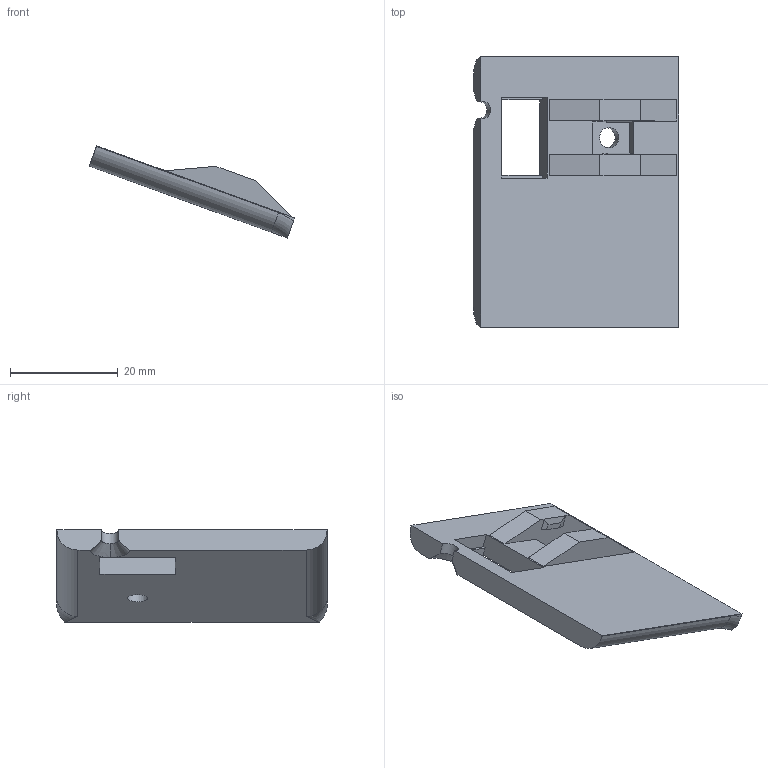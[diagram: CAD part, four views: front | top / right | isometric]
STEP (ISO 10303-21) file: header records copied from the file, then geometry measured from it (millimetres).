
FILE_DESCRIPTION(('FreeCAD Model'),'2;1');
FILE_NAME('Open CASCADE Shape Model','2025-03-08T12:30:10',(''),(''), 'Open CASCADE STEP processor 7.6','FreeCAD','Unknown');
FILE_SCHEMA(('AUTOMOTIVE_DESIGN { 1 0 10303 214 1 1 1 1 }'));
Length unit declared in the file: millimetre
Products named in the file (1): CoverTestCommon
Bounding box: 38.12 x 50.18 x 17.14 mm (x, y, z)
Volume: 7449.2 mm3; surface area: 4769.9 mm2
Topology: 1 solids, 1 shells, 48 faces, 130 edges, 85 vertices
Faces by surface type: plane 30, bspline 10, cylinder 4, cone 2, torus 2
Full cylindrical faces by diameter (mm): 3.8 x1
Entity records: 4337 total; most frequent: CARTESIAN_POINT 1789, DIRECTION 431, LINE 319, VECTOR 319, ORIENTED_EDGE 260, PCURVE 260, DEFINITIONAL_REPRESENTATION 260, EDGE_CURVE 130
